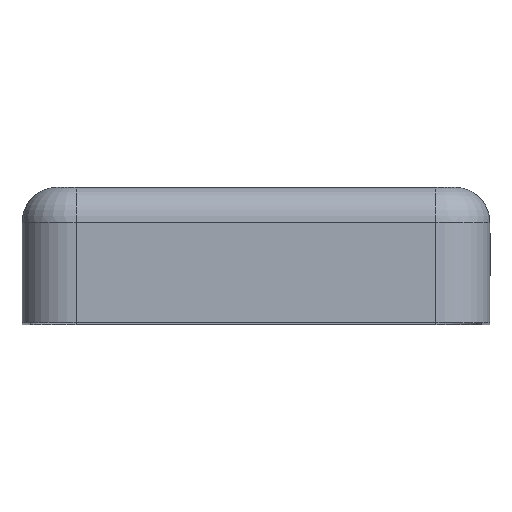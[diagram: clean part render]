
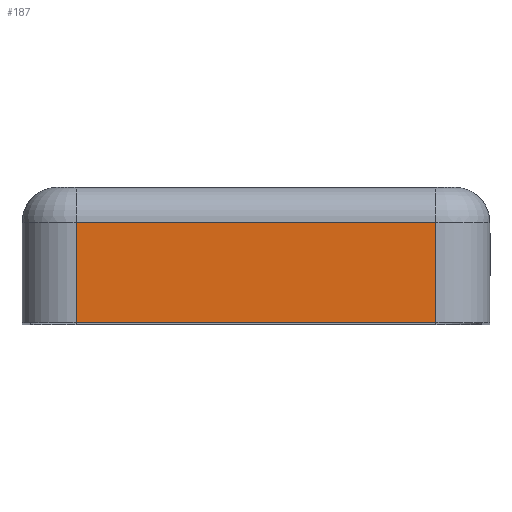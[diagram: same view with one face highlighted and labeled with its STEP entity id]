
A CAD part, top view. The second image highlights one B-rep face of the part: STEP entity #187.
In plain terms, the highlighted planar face has unit normal (0, 0, 1).
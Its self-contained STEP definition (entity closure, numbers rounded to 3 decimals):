
#81 = VECTOR ( 'NONE', #938, 1000. ) ;
#114 = VERTEX_POINT ( 'NONE', #1769 ) ;
#187 = ADVANCED_FACE ( 'NONE', ( #978 ), #268, .T. ) ;
#216 = LINE ( 'NONE', #939, #1553 ) ;
#268 = PLANE ( 'NONE',  #331 ) ;
#279 = VERTEX_POINT ( 'NONE', #1744 ) ;
#331 = AXIS2_PLACEMENT_3D ( 'NONE', #1714, #486, #1919 ) ;
#458 = VECTOR ( 'NONE', #1635, 1000. ) ;
#472 = EDGE_CURVE ( 'NONE', #913, #1890, #1554, .T. ) ;
#486 = DIRECTION ( 'NONE',  ( 0., 0., 1. ) ) ;
#540 = ORIENTED_EDGE ( 'NONE', *, *, #472, .F. ) ;
#888 = ORIENTED_EDGE ( 'NONE', *, *, #1485, .F. ) ;
#913 = VERTEX_POINT ( 'NONE', #2175 ) ;
#938 = DIRECTION ( 'NONE',  ( 0., -1., 0. ) ) ;
#939 = CARTESIAN_POINT ( 'NONE',  ( -6.65, -5., 23.3 ) ) ;
#943 = ORIENTED_EDGE ( 'NONE', *, *, #1611, .T. ) ;
#949 = CARTESIAN_POINT ( 'NONE',  ( -6.65, 0., 23.3 ) ) ;
#978 = FACE_OUTER_BOUND ( 'NONE', #1518, .T. ) ;
#1107 = EDGE_CURVE ( 'NONE', #279, #114, #216, .T. ) ;
#1295 = DIRECTION ( 'NONE',  ( 0., -1., 0. ) ) ;
#1354 = DIRECTION ( 'NONE',  ( 1., 0., 0. ) ) ;
#1485 = EDGE_CURVE ( 'NONE', #1890, #114, #2592, .T. ) ;
#1518 = EDGE_LOOP ( 'NONE', ( #2479, #888, #540, #943 ) ) ;
#1553 = VECTOR ( 'NONE', #1354, 1000. ) ;
#1554 = LINE ( 'NONE', #2051, #458 ) ;
#1611 = EDGE_CURVE ( 'NONE', #913, #279, #1965, .T. ) ;
#1635 = DIRECTION ( 'NONE',  ( 1., 0., 0. ) ) ;
#1714 = CARTESIAN_POINT ( 'NONE',  ( -6.65, 0., 23.3 ) ) ;
#1744 = CARTESIAN_POINT ( 'NONE',  ( -6.65, -5., 23.3 ) ) ;
#1769 = CARTESIAN_POINT ( 'NONE',  ( 6.65, -5., 23.3 ) ) ;
#1817 = CARTESIAN_POINT ( 'NONE',  ( 6.65, -1.3, 23.3 ) ) ;
#1890 = VERTEX_POINT ( 'NONE', #1817 ) ;
#1919 = DIRECTION ( 'NONE',  ( 1., 0., 0. ) ) ;
#1965 = LINE ( 'NONE', #949, #81 ) ;
#2051 = CARTESIAN_POINT ( 'NONE',  ( -6.65, -1.3, 23.3 ) ) ;
#2148 = CARTESIAN_POINT ( 'NONE',  ( 6.65, 0., 23.3 ) ) ;
#2175 = CARTESIAN_POINT ( 'NONE',  ( -6.65, -1.3, 23.3 ) ) ;
#2479 = ORIENTED_EDGE ( 'NONE', *, *, #1107, .T. ) ;
#2521 = VECTOR ( 'NONE', #1295, 1000. ) ;
#2592 = LINE ( 'NONE', #2148, #2521 ) ;
